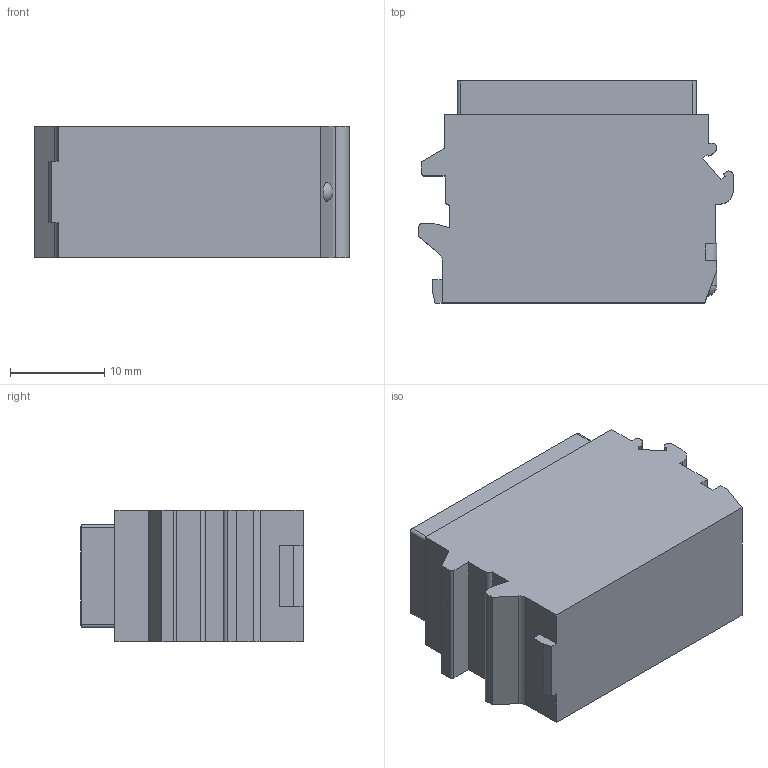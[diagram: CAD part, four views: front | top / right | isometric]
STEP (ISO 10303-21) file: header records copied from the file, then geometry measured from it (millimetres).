
FILE_DESCRIPTION((''),'2;1');
FILE_NAME('00177730504','2020-09-01T',('presta_be4'),(''),'CREO PARAMETRIC BY PTC INC, 2018360','CREO PARAMETRIC BY PTC INC, 2018360','');
FILE_SCHEMA(('CONFIG_CONTROL_DESIGN'));
Products named in the file (1): 00177730504
Bounding box: 33.45 x 23.62 x 14 mm (x, y, z)
Volume: 7493 mm3; surface area: 8913.9 mm2
Topology: 11 solids, 11 shells, 1836 faces, 4829 edges, 3052 vertices
Faces by surface type: plane 894, cylinder 401, torus 280, cone 180, bspline 80, sphere 1
Entity records: 67613 total; most frequent: CARTESIAN_POINT 22030, ORIENTED_EDGE 9618, DIRECTION 9612, EDGE_CURVE 4809, AXIS2_PLACEMENT_3D 3609, VERTEX_POINT 3052, VECTOR 2394, LINE 2394
